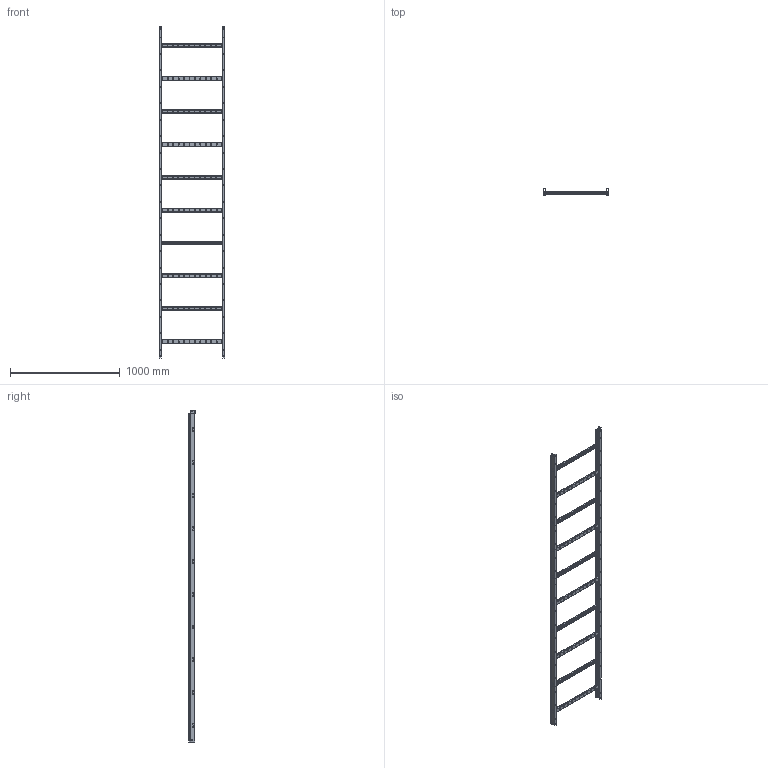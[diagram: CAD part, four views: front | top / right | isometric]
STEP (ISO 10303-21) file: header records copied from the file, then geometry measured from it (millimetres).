
FILE_DESCRIPTION (( 'STEP AP203' ), '1' );
FILE_NAME ('Ëîòîê ëåñòíè÷íûé l3000 s1.5-S1.2_50õ600.step', '2022-01-25T12:22:16', ( '' ), ( '' ), 'SwSTEP 2.0', 'SolidWorks 2017', '' );
FILE_SCHEMA (( 'CONFIG_CONTROL_DESIGN' ));
Length unit declared in the file: millimetre
Products named in the file (4): Ëîòîê ëåñòíè÷íûé l3000 s1.5-S1.2_50õ600; Ñ-ïëàíêà ïîïåðå÷íàÿ íîâàÿ-S1.2_600; �������� ����� ����������� 1,5-S1.2_h50 l3000 ��; ��������� ���������������� ����� ����������� 1,5-S1.2_h50 l3000 ��
Assembly tree (12 placements, depth 2):
  Ëîòîê ëåñòíè÷íûé l3000 s1.5-S1.2_50õ600
    �������� ����� ����������� 1,5-S1.2_h50 l3000 ��
    Ñ-ïëàíêà ïîïåðå÷íàÿ íîâàÿ-S1.2_600  x10
    ��������� ���������������� ����� ����������� 1,5-S1.2_h50 l3000 ��
Bounding box: 602.2 x 56.1 x 3030 mm (x, y, z)
Volume: 1503196.7 mm3; surface area: 2310319.3 mm2
Topology: 12 solids, 12 shells, 1090 faces, 2832 edges, 1766 vertices
Faces by surface type: plane 666, cylinder 424
Entity records: 10794 total; most frequent: DIRECTION 1768, CARTESIAN_POINT 1743, ORIENTED_EDGE 1704, EDGE_CURVE 852, AXIS2_PLACEMENT_3D 591, VECTOR 586, LINE 586, VERTEX_POINT 542
